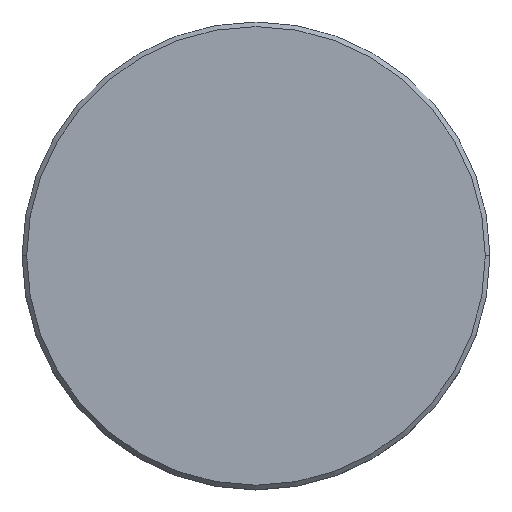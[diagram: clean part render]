
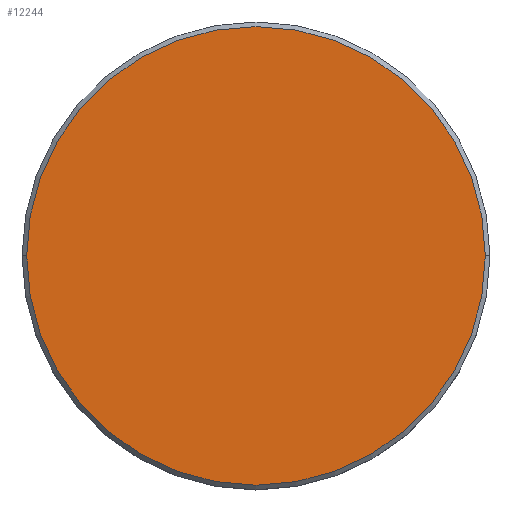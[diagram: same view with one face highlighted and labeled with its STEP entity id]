
A CAD part, top view. The second image highlights one B-rep face of the part: STEP entity #12244.
In plain terms, the highlighted planar face has unit normal (0, 0, 1).
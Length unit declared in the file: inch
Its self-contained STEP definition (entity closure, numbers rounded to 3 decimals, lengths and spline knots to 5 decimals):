
#280 = VERTEX_POINT ( 'NONE', #8982 ) ;
#291 = CIRCLE ( 'NONE', #9346, 0.49016 ) ;
#293 = ORIENTED_EDGE ( 'NONE', *, *, #8615, .T. ) ;
#534 = DIRECTION ( 'NONE',  ( 0., 0., 1. ) ) ;
#1776 = AXIS2_PLACEMENT_3D ( 'NONE', #7739, #4776, #12829 ) ;
#2635 = CIRCLE ( 'NONE', #4312, 0.49016 ) ;
#3067 = ORIENTED_EDGE ( 'NONE', *, *, #6514, .T. ) ;
#3375 = DIRECTION ( 'NONE',  ( 1., 0., 0. ) ) ;
#3572 = EDGE_LOOP ( 'NONE', ( #293, #3067 ) ) ;
#3850 = PLANE ( 'NONE',  #1776 ) ;
#4297 = CARTESIAN_POINT ( 'NONE',  ( -0.88256, 0.21472, 0.43795 ) ) ;
#4312 = AXIS2_PLACEMENT_3D ( 'NONE', #9695, #534, #7837 ) ;
#4428 = DIRECTION ( 'NONE',  ( 0., 0., 1. ) ) ;
#4776 = DIRECTION ( 'NONE',  ( 0., 0., 1. ) ) ;
#6514 = EDGE_CURVE ( 'NONE', #8568, #280, #291, .T. ) ;
#7581 = CARTESIAN_POINT ( 'NONE',  ( -0.3924, 0.21472, 0.43795 ) ) ;
#7739 = CARTESIAN_POINT ( 'NONE',  ( -0.88256, 0.21472, 0.43795 ) ) ;
#7837 = DIRECTION ( 'NONE',  ( 1., 0., 0. ) ) ;
#8568 = VERTEX_POINT ( 'NONE', #7581 ) ;
#8615 = EDGE_CURVE ( 'NONE', #280, #8568, #2635, .T. ) ;
#8982 = CARTESIAN_POINT ( 'NONE',  ( -1.37272, 0.21472, 0.43795 ) ) ;
#9346 = AXIS2_PLACEMENT_3D ( 'NONE', #4297, #4428, #3375 ) ;
#9695 = CARTESIAN_POINT ( 'NONE',  ( -0.88256, 0.21472, 0.43795 ) ) ;
#9789 = FACE_OUTER_BOUND ( 'NONE', #3572, .T. ) ;
#12244 = ADVANCED_FACE ( 'NONE', ( #9789 ), #3850, .T. ) ;
#12829 = DIRECTION ( 'NONE',  ( 1., 0., 0. ) ) ;
